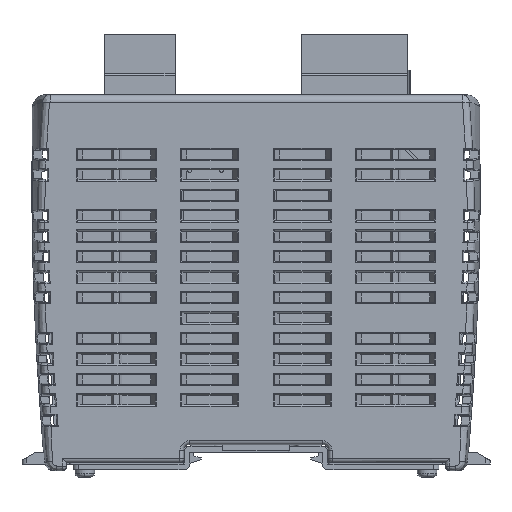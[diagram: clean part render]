
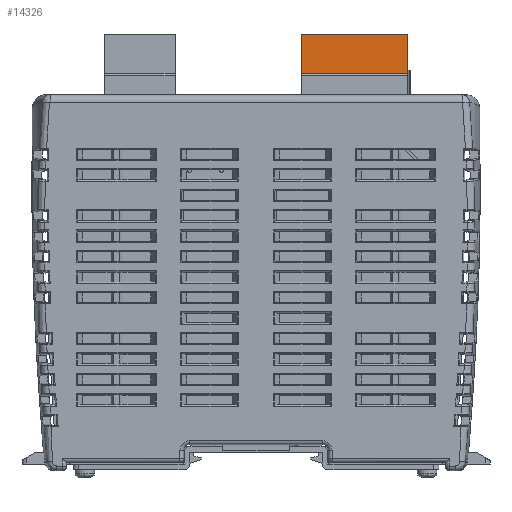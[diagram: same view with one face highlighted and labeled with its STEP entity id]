
A CAD part, left-side view. The second image highlights one B-rep face of the part: STEP entity #14326.
In plain terms, the highlighted face is planar.
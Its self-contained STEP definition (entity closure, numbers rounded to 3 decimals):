
#231 = EDGE_CURVE ( 'NONE', #145537, #98560, #25288, .T. ) ;
#1044 = CARTESIAN_POINT ( 'NONE',  ( 14.587, 4.05, 2.75 ) ) ;
#6454 = EDGE_CURVE ( 'NONE', #85002, #112646, #151448, .T. ) ;
#8062 = ORIENTED_EDGE ( 'NONE', *, *, #231, .T. ) ;
#14326 = ADVANCED_FACE ( 'NONE', ( #82419 ), #35881, .T. ) ;
#15223 = DIRECTION ( 'NONE',  ( 1., 0., 0. ) ) ;
#24705 = CARTESIAN_POINT ( 'NONE',  ( -13.988, 4.05, 2.75 ) ) ;
#25288 = LINE ( 'NONE', #110873, #124145 ) ;
#28887 = CARTESIAN_POINT ( 'NONE',  ( -13.988, 4.05, 13.25 ) ) ;
#30097 = EDGE_CURVE ( 'NONE', #112646, #145537, #126269, .T. ) ;
#35881 = PLANE ( 'NONE',  #97787 ) ;
#37520 = ORIENTED_EDGE ( 'NONE', *, *, #30097, .T. ) ;
#45321 = DIRECTION ( 'NONE',  ( 0., 0., -1. ) ) ;
#48870 = DIRECTION ( 'NONE',  ( 0., 0., 1. ) ) ;
#66524 = EDGE_LOOP ( 'NONE', ( #110318, #93196, #37520, #8062 ) ) ;
#82419 = FACE_OUTER_BOUND ( 'NONE', #66524, .T. ) ;
#85002 = VERTEX_POINT ( 'NONE', #143911 ) ;
#87231 = CARTESIAN_POINT ( 'NONE',  ( 0.3, 4.05, 8. ) ) ;
#92007 = VECTOR ( 'NONE', #45321, 1000. ) ;
#93196 = ORIENTED_EDGE ( 'NONE', *, *, #6454, .T. ) ;
#97787 = AXIS2_PLACEMENT_3D ( 'NONE', #87231, #126096, #48870 ) ;
#98560 = VERTEX_POINT ( 'NONE', #24705 ) ;
#105461 = CARTESIAN_POINT ( 'NONE',  ( -13.988, 4.05, 13.25 ) ) ;
#106228 = DIRECTION ( 'NONE',  ( 0., 0., -1. ) ) ;
#110318 = ORIENTED_EDGE ( 'NONE', *, *, #123621, .F. ) ;
#110873 = CARTESIAN_POINT ( 'NONE',  ( 14.587, 4.05, 2.75 ) ) ;
#112646 = VERTEX_POINT ( 'NONE', #137368 ) ;
#113859 = VECTOR ( 'NONE', #106228, 1000. ) ;
#122535 = CARTESIAN_POINT ( 'NONE',  ( 14.587, 4.05, 13.25 ) ) ;
#123621 = EDGE_CURVE ( 'NONE', #85002, #98560, #148141, .T. ) ;
#124145 = VECTOR ( 'NONE', #149758, 1000. ) ;
#126096 = DIRECTION ( 'NONE',  ( 0., 1., 0. ) ) ;
#126269 = LINE ( 'NONE', #122535, #92007 ) ;
#137368 = CARTESIAN_POINT ( 'NONE',  ( 14.587, 4.05, 13.25 ) ) ;
#143911 = CARTESIAN_POINT ( 'NONE',  ( -13.988, 4.05, 13.25 ) ) ;
#145537 = VERTEX_POINT ( 'NONE', #1044 ) ;
#148141 = LINE ( 'NONE', #28887, #113859 ) ;
#149758 = DIRECTION ( 'NONE',  ( -1., 0., 0. ) ) ;
#151448 = LINE ( 'NONE', #105461, #155447 ) ;
#155447 = VECTOR ( 'NONE', #15223, 1000. ) ;
